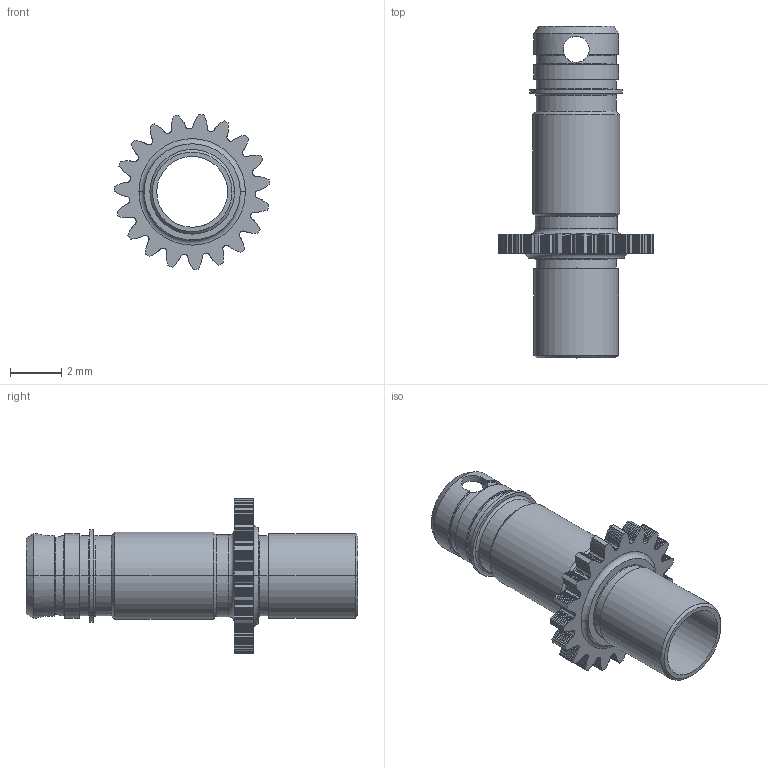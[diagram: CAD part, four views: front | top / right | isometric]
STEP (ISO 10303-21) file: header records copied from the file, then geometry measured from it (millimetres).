
FILE_DESCRIPTION((''),'2;1');
FILE_NAME('6801208_ET500','2022-06-08T07:38:23',('diujq240'),(''),'CREO PARAMETRIC BY PTC INC, 2020053','CREO PARAMETRIC BY PTC INC, 2020053','');
FILE_SCHEMA(('AUTOMOTIVE_DESIGN { 1 0 10303 214 1 1 1 1 }'));
Length unit declared in the file: millimetre
Products named in the file (1): 6801208_ET500
Bounding box: 6.04 x 12.9 x 6.04 mm (x, y, z)
Volume: 44.5 mm3; surface area: 299.8 mm2
Topology: 1 solids, 1 shells, 710 faces, 2082 edges, 1380 vertices
Faces by surface type: plane 525, cylinder 159, torus 18, cone 8
Entity records: 24224 total; most frequent: CARTESIAN_POINT 4757, ORIENTED_EDGE 4160, DIRECTION 3754, EDGE_CURVE 2080, VECTOR 1675, LINE 1675, VERTEX_POINT 1378, AXIS2_PLACEMENT_3D 1038
